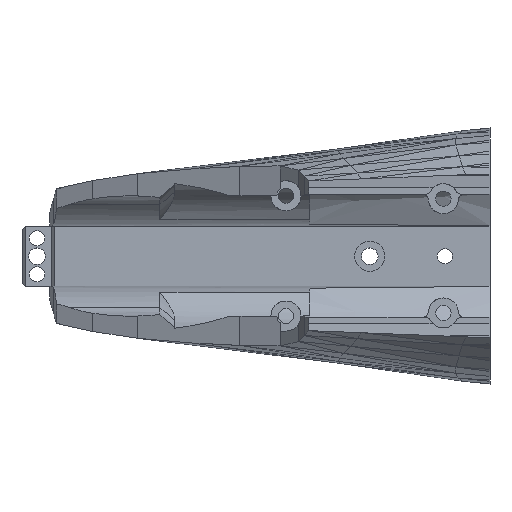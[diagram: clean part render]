
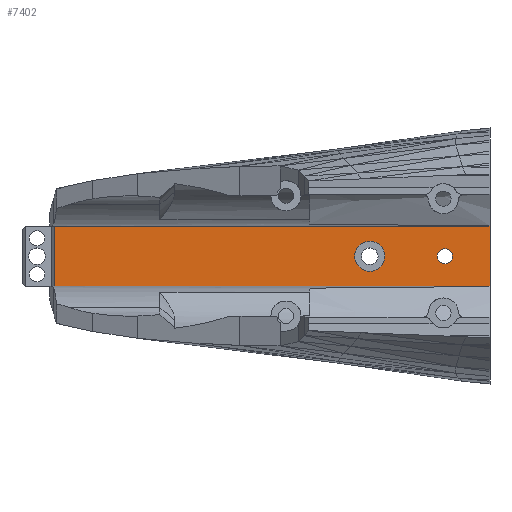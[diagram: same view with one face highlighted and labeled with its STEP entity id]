
A CAD part, top view. The second image highlights one B-rep face of the part: STEP entity #7402.
In plain terms, the highlighted planar face has unit normal (0, 0, 1).
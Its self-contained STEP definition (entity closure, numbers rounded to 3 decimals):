
#97=FACE_BOUND('',#2529,.T.);
#98=FACE_BOUND('',#2530,.T.);
#133=LINE('',#10575,#1062);
#269=LINE('',#10902,#1198);
#275=LINE('',#10914,#1204);
#276=LINE('',#10915,#1205);
#1062=VECTOR('',#8475,10.);
#1198=VECTOR('',#8709,10.);
#1204=VECTOR('',#8717,10.);
#1205=VECTOR('',#8718,10.);
#2068=FACE_OUTER_BOUND('',#2528,.T.);
#2528=EDGE_LOOP('',(#5048,#5049,#5050,#5051));
#2529=EDGE_LOOP('',(#5052));
#2530=EDGE_LOOP('',(#5053));
#2984=CIRCLE('',#7903,5.);
#2985=CIRCLE('',#7904,2.525);
#3081=VERTEX_POINT('',#10572);
#3082=VERTEX_POINT('',#10574);
#3204=VERTEX_POINT('',#10901);
#3209=VERTEX_POINT('',#10913);
#3210=VERTEX_POINT('',#10916);
#3211=VERTEX_POINT('',#10918);
#3723=EDGE_CURVE('',#3082,#3081,#133,.T.);
#3878=EDGE_CURVE('',#3082,#3204,#269,.T.);
#3884=EDGE_CURVE('',#3081,#3209,#275,.T.);
#3885=EDGE_CURVE('',#3204,#3209,#276,.T.);
#3886=EDGE_CURVE('',#3210,#3210,#2984,.T.);
#3887=EDGE_CURVE('',#3211,#3211,#2985,.T.);
#5048=ORIENTED_EDGE('',*,*,#3723,.T.);
#5049=ORIENTED_EDGE('',*,*,#3884,.T.);
#5050=ORIENTED_EDGE('',*,*,#3885,.F.);
#5051=ORIENTED_EDGE('',*,*,#3878,.F.);
#5052=ORIENTED_EDGE('',*,*,#3886,.T.);
#5053=ORIENTED_EDGE('',*,*,#3887,.T.);
#6998=PLANE('',#7902);
#7402=ADVANCED_FACE('',(#2068,#97,#98),#6998,.F.);
#7902=AXIS2_PLACEMENT_3D('',#10912,#8715,#8716);
#7903=AXIS2_PLACEMENT_3D('',#10917,#8719,#8720);
#7904=AXIS2_PLACEMENT_3D('',#10919,#8721,#8722);
#8475=DIRECTION('',(0.,1.,0.));
#8709=DIRECTION('',(-1.,0.,0.));
#8715=DIRECTION('center_axis',(0.,0.,-1.));
#8716=DIRECTION('ref_axis',(0.,-1.,0.));
#8717=DIRECTION('',(-1.,0.,0.));
#8718=DIRECTION('',(0.,1.,0.));
#8719=DIRECTION('center_axis',(0.,0.,-1.));
#8720=DIRECTION('ref_axis',(1.,0.,0.));
#8721=DIRECTION('center_axis',(0.,0.,-1.));
#8722=DIRECTION('ref_axis',(1.,0.,0.));
#10572=CARTESIAN_POINT('',(1278.513,10.,601.));
#10574=CARTESIAN_POINT('',(1278.513,-10.,601.));
#10575=CARTESIAN_POINT('',(1278.513,2.073,601.));
#10901=CARTESIAN_POINT('',(1133.627,-10.,601.));
#10902=CARTESIAN_POINT('',(1627.914,-10.,601.));
#10912=CARTESIAN_POINT('Origin',(1413.513,10.,601.));
#10913=CARTESIAN_POINT('',(1133.627,10.,601.));
#10914=CARTESIAN_POINT('',(1413.513,10.,601.));
#10915=CARTESIAN_POINT('',(1133.627,0.,601.));
#10916=CARTESIAN_POINT('',(1233.513,0.,601.));
#10917=CARTESIAN_POINT('Origin',(1238.513,0.,601.));
#10918=CARTESIAN_POINT('',(1260.988,0.,601.));
#10919=CARTESIAN_POINT('Origin',(1263.513,0.,601.));
